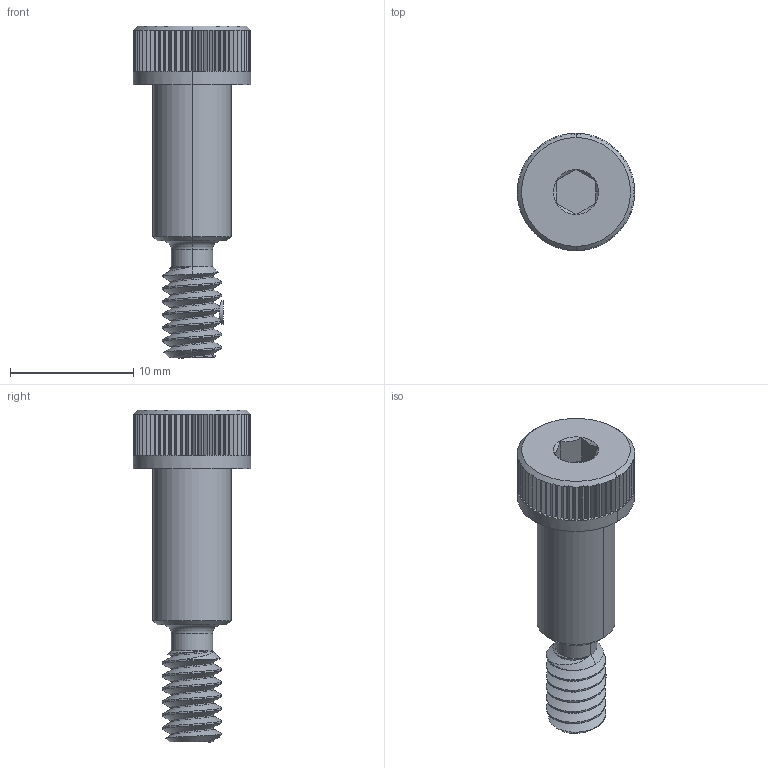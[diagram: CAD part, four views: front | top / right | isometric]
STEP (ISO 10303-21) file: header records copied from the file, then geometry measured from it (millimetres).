
FILE_DESCRIPTION (( 'STEP AP203' ), '1' );
FILE_NAME ('91264A242_Alloy Steel Shoulder Screw-1.STEP', '2022-11-15T19:06:24', ( '' ), ( '' ), 'SwSTEP 2.0', 'SolidWorks 2021', '' );
FILE_SCHEMA (( 'CONFIG_CONTROL_DESIGN' ));
Length unit declared in the file: inch
Products named in the file (1): 91264A242_Alloy Steel Shoulder Screw-1
Bounding box: 9.53 x 9.53 x 26.99 mm (x, y, z)
Volume: 824.9 mm3; surface area: 790.5 mm2
Topology: 1 solids, 1 shells, 359 faces, 801 edges, 445 vertices
Faces by surface type: plane 252, cylinder 83, cone 16, bspline 6, torus 2
Entity records: 12156 total; most frequent: CARTESIAN_POINT 4211, DIRECTION 1721, ORIENTED_EDGE 1602, EDGE_CURVE 801, AXIS2_PLACEMENT_3D 630, VECTOR 461, LINE 461, VERTEX_POINT 445
